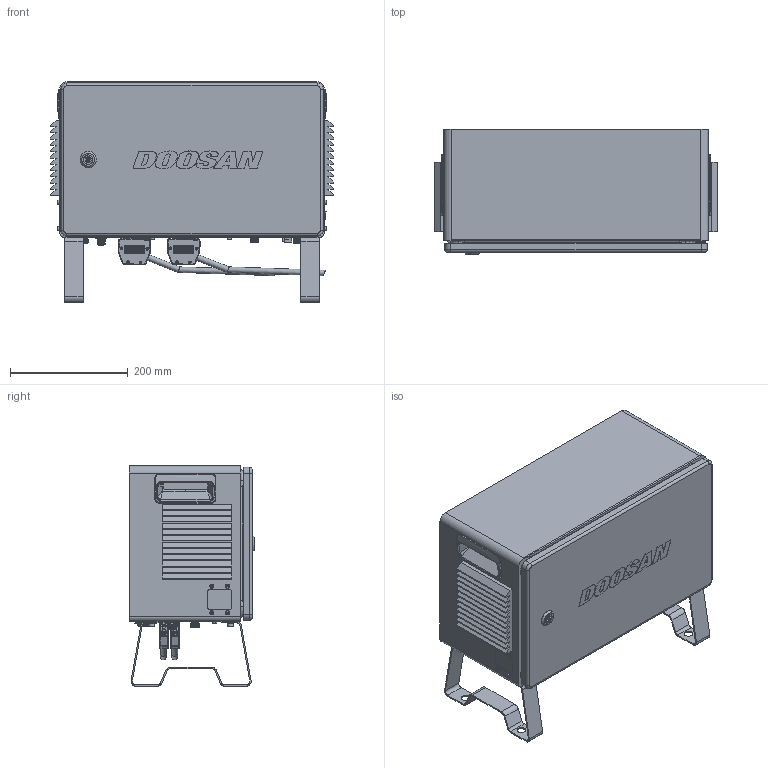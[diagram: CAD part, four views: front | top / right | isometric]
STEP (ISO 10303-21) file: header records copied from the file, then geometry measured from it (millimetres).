
FILE_DESCRIPTION(/* description */ (''),/* implementation_level */ '2;1');
FILE_NAME(/* name */ 'A-DC(3D Solid).stp',/* time_stamp */ '2021-08-19T17:05:18+09:00',/* author */ (''),/* organization */ (''),/* preprocessor_version */ 'ST-DEVELOPER v16',/* originating_system */ 'SIEMENS PLM Software NX 11.0',/* authorisation */ '');
FILE_SCHEMA (('AUTOMOTIVE_DESIGN { 1 0 10303 214 3 1 1 1 }'));
Products named in the file (1): A-DC(3D Solid)
Bounding box: 482 x 213.2 x 375 mm (x, y, z)
Volume: 25228557.2 mm3; surface area: 736878.3 mm2
Topology: 1 solids, 18 shells, 5128 faces, 13659 edges, 8711 vertices
Faces by surface type: plane 2954, cylinder 1120, bspline 616, cone 240, torus 89, sphere 66, extrusion 39, revolution 4
Full cylindrical faces by diameter (mm): 0.76 x44, 1.45 x16, 1.7 x2, 2.25 x1, 2.5 x8, 2.75 x4, 2.845 x4, 3 x3, 3.1 x4, 3.2 x1, 3.4 x2, 4 x14, 4.25 x1, 4.5 x12, 4.6 x4, 5 x12, 5.27 x3, 5.3 x2, 5.5 x2, 6 x4, 7 x18, 10 x12, 15 x4, 16.1 x1, 25 x1, 28 x1
Entity records: 255453 total; most frequent: CARTESIAN_POINT 113719, ORIENTED_EDGE 25872, DIRECTION 14848, EDGE_CURVE 12936, VERTEX_POINT 8498, B_SPLINE_CURVE_WITH_KNOTS 8327, EDGE_LOOP 5844, AXIS2_PLACEMENT_3D 5802
